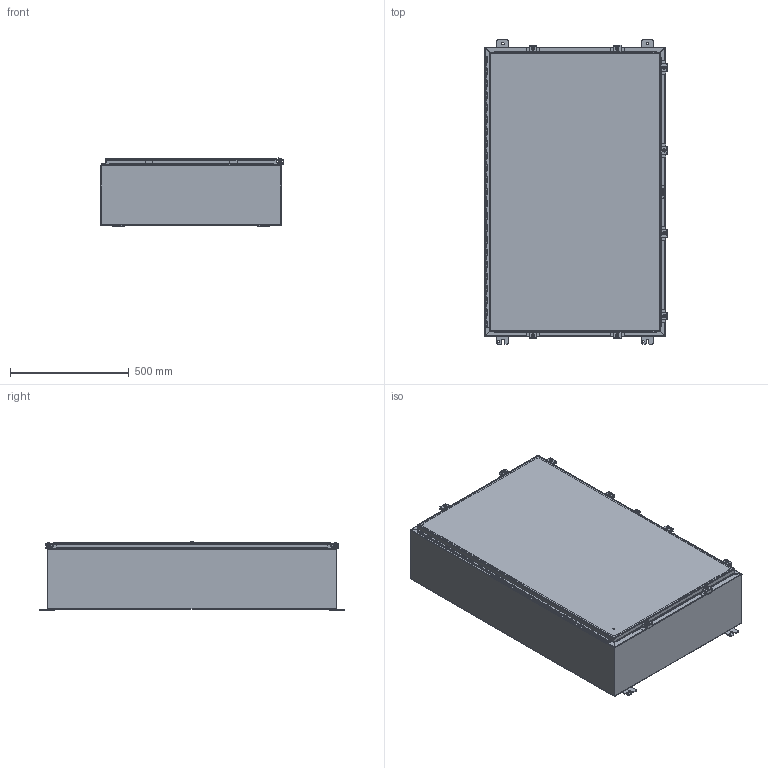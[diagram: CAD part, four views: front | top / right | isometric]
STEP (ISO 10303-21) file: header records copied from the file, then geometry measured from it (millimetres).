
FILE_DESCRIPTION (( 'STEP AP214' ), '1' );
FILE_NAME ('N4483010.STEP', '2016-02-04T13:57:13', ( '' ), ( '' ), 'SwSTEP 2.0', 'SolidWorks 2014', '' );
FILE_SCHEMA (( 'AUTOMOTIVE_DESIGN' ));
Length unit declared in the file: inch
Products named in the file (20): 30824-1_1; 328115_1; 328115P_1; 328115L_1; 328115T_1; N44830LID_1; 3293_1; 38846_1; 46x28_1; N4483010BLR_1; N43010TB_1; 38413_1; 34840_1; 3889_1; N4483010; 30823_1; 30824_1; HFW30825-4_1; HFW30825-3_1; HFW30825-2_1
Assembly tree (42 placements, depth 3):
  N4483010
    34840_1  x4
    38413_1
    N43010TB_1  x2
    N4483010BLR_1
    46x28_1
    38846_1
    3293_1
    N44830LID_1
    328115_1
      328115T_1
      328115L_1
      328115P_1
    30824_1  x8
      30824-1_1
      HFW30825-2_1
      HFW30825-3_1
      HFW30825-4_1
    30823_1  x8
    3889_1  x6
Bounding box: 769.89 x 1282.7 x 289.82 mm (x, y, z)
Volume: 6277083.2 mm3; surface area: 6534204.4 mm2
Topology: 61 solids, 61 shells, 2368 faces, 6277 edges, 4058 vertices
Faces by surface type: cylinder 1032, plane 983, bspline 215, cone 48, sphere 48, torus 42
Entity records: 41689 total; most frequent: CARTESIAN_POINT 10888, DIRECTION 5784, ORIENTED_EDGE 5740, EDGE_CURVE 2870, AXIS2_PLACEMENT_3D 2006, VERTEX_POINT 1868, LINE 1772, VECTOR 1772
